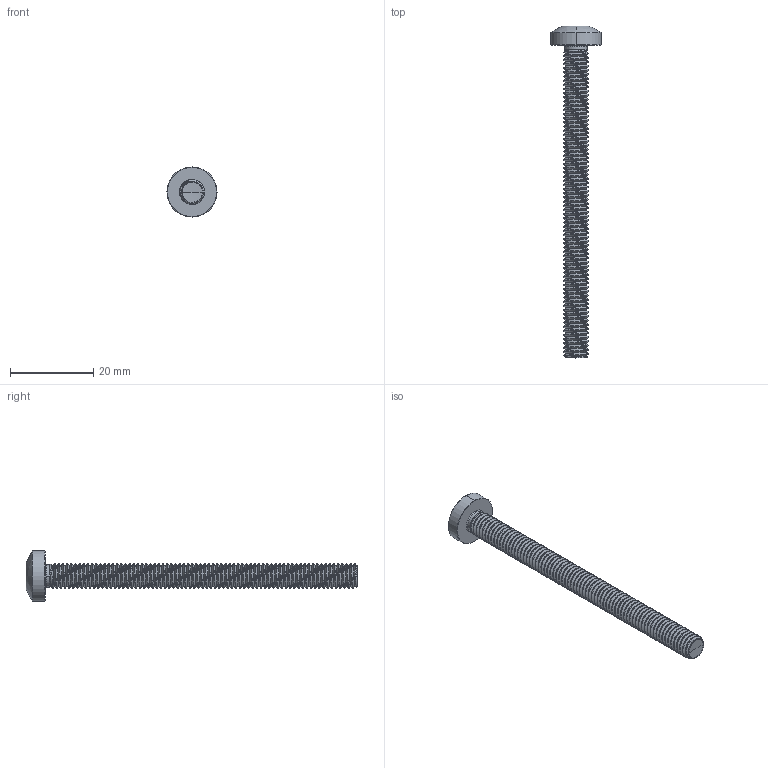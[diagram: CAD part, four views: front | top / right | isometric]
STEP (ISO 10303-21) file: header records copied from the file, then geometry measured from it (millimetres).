
FILE_DESCRIPTION (( 'STEP AP203' ), '1' );
FILE_NAME ('STM390600750.STEP', '2020-12-23T18:09:20', ( '' ), ( '' ), 'SwSTEP 2.0', 'SolidWorks 2015', '' );
FILE_SCHEMA (( 'CONFIG_CONTROL_DESIGN' ));
Products named in the file (2): STM390600750
Bounding box: 12 x 79.6 x 12 mm (x, y, z)
Volume: 2104.2 mm3; surface area: 2506 mm2
Topology: 1 solids, 1 shells, 220 faces, 618 edges, 400 vertices
Faces by surface type: cylinder 169, bspline 18, torus 13, cone 13, sphere 4, plane 3
Entity records: 45998 total; most frequent: CARTESIAN_POINT 41278, ORIENTED_EDGE 1224, DIRECTION 708, EDGE_CURVE 612, VERTEX_POINT 398, AXIS2_PLACEMENT_3D 265, EDGE_LOOP 220, ADVANCED_FACE 218
